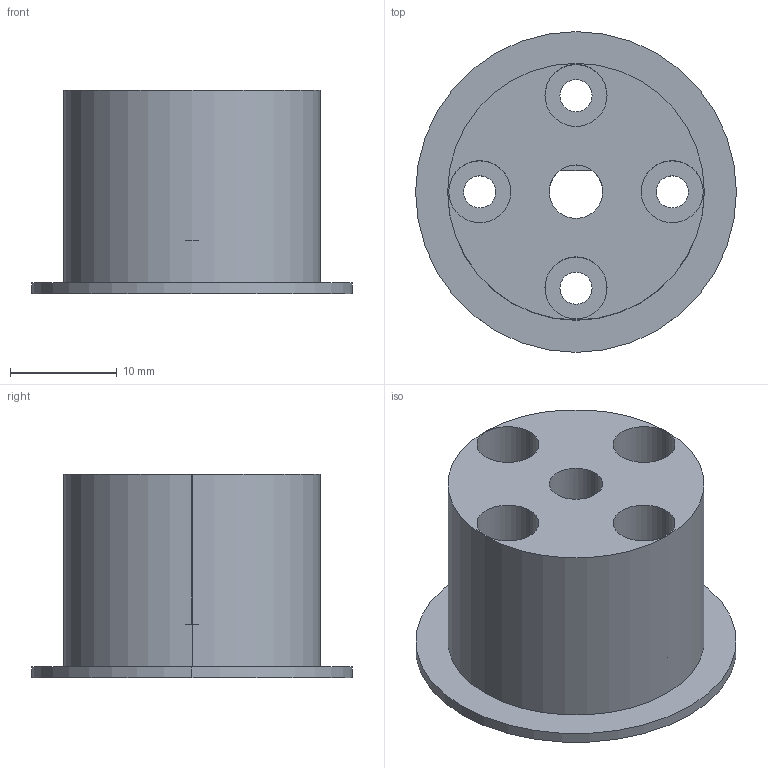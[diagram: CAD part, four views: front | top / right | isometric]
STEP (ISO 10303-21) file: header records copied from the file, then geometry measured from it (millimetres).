
FILE_DESCRIPTION (( 'STEP AP203' ), '1' );
FILE_NAME ('test__achse_motor.STEP', '2025-10-24T16:47:11', ( '' ), ( '' ), 'SwSTEP 2.0', 'SolidWorks 2024', '' );
FILE_SCHEMA (( 'CONFIG_CONTROL_DESIGN' ));
Length unit declared in the file: millimetre
Products named in the file (1): test__achse_motor
Bounding box: 30 x 30 x 19 mm (x, y, z)
Volume: 6870.2 mm3; surface area: 4275.6 mm2
Topology: 1 solids, 1 shells, 31 faces, 72 edges, 48 vertices
Faces by surface type: cylinder 22, plane 9
Entity records: 1009 total; most frequent: DIRECTION 182, CARTESIAN_POINT 152, ORIENTED_EDGE 144, AXIS2_PLACEMENT_3D 78, EDGE_CURVE 72, VERTEX_POINT 48, CIRCLE 46, EDGE_LOOP 46
